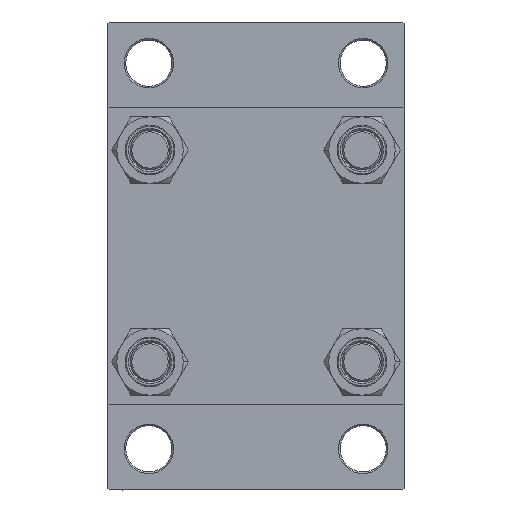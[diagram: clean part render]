
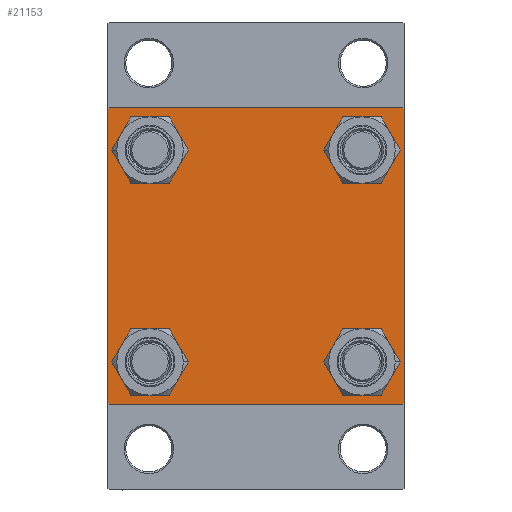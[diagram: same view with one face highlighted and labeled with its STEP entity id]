
A CAD part, left-side view. The second image highlights one B-rep face of the part: STEP entity #21153.
In plain terms, the highlighted planar face has unit normal (-1, 0, 0).
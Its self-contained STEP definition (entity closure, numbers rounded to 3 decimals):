
#508 = CARTESIAN_POINT ( 'NONE',  ( 0., -32.15, 38.65 ) ) ;
#712 = CARTESIAN_POINT ( 'NONE',  ( 0., 45., -45. ) ) ;
#1241 = EDGE_LOOP ( 'NONE', ( #12024, #43293 ) ) ;
#1293 = CARTESIAN_POINT ( 'NONE',  ( 0., 32.15, 38.65 ) ) ;
#1445 = VECTOR ( 'NONE', #36475, 1000. ) ;
#1460 = CARTESIAN_POINT ( 'NONE',  ( 0., 32.15, 25.65 ) ) ;
#1594 = PLANE ( 'NONE',  #46663 ) ;
#2362 = LINE ( 'NONE', #10328, #47120 ) ;
#2756 = AXIS2_PLACEMENT_3D ( 'NONE', #19584, #30248, #45259 ) ;
#3384 = LINE ( 'NONE', #10390, #35409 ) ;
#3911 = AXIS2_PLACEMENT_3D ( 'NONE', #29530, #18627, #11590 ) ;
#4769 = DIRECTION ( 'NONE',  ( 1., 0., 0. ) ) ;
#5872 = EDGE_CURVE ( 'NONE', #46622, #13928, #27750, .T. ) ;
#6644 = CARTESIAN_POINT ( 'NONE',  ( 0., 32.15, 32.15 ) ) ;
#6868 = DIRECTION ( 'NONE',  ( 1., 0., 0. ) ) ;
#6878 = AXIS2_PLACEMENT_3D ( 'NONE', #13898, #47333, #28682 ) ;
#7328 = EDGE_CURVE ( 'NONE', #28560, #11992, #7732, .T. ) ;
#7435 = ORIENTED_EDGE ( 'NONE', *, *, #7328, .T. ) ;
#7581 = DIRECTION ( 'NONE',  ( 1., 0., 0. ) ) ;
#7732 = LINE ( 'NONE', #712, #31662 ) ;
#8129 = FACE_BOUND ( 'NONE', #39757, .T. ) ;
#8280 = DIRECTION ( 'NONE',  ( 0., 0., 1. ) ) ;
#9089 = EDGE_CURVE ( 'NONE', #38452, #45022, #17800, .T. ) ;
#9097 = DIRECTION ( 'NONE',  ( 0., 0., 1. ) ) ;
#10328 = CARTESIAN_POINT ( 'NONE',  ( 0., 44.75, 44.75 ) ) ;
#10390 = CARTESIAN_POINT ( 'NONE',  ( 0., -44.75, -44.75 ) ) ;
#10438 = CARTESIAN_POINT ( 'NONE',  ( 0., -45., -44.5 ) ) ;
#11051 = ORIENTED_EDGE ( 'NONE', *, *, #31259, .T. ) ;
#11086 = ORIENTED_EDGE ( 'NONE', *, *, #15552, .F. ) ;
#11292 = DIRECTION ( 'NONE',  ( 0., -1., 0. ) ) ;
#11590 = DIRECTION ( 'NONE',  ( 0., 0., 1. ) ) ;
#11854 = VERTEX_POINT ( 'NONE', #14978 ) ;
#11992 = VERTEX_POINT ( 'NONE', #19087 ) ;
#12024 = ORIENTED_EDGE ( 'NONE', *, *, #47854, .T. ) ;
#12156 = CIRCLE ( 'NONE', #33828, 6.5 ) ;
#12667 = CARTESIAN_POINT ( 'NONE',  ( 0., -44.5, 45. ) ) ;
#13557 = VECTOR ( 'NONE', #21807, 1000. ) ;
#13706 = EDGE_CURVE ( 'NONE', #11854, #45049, #38321, .T. ) ;
#13898 = CARTESIAN_POINT ( 'NONE',  ( 0., -32.15, 32.15 ) ) ;
#13928 = VERTEX_POINT ( 'NONE', #508 ) ;
#14978 = CARTESIAN_POINT ( 'NONE',  ( 0., 45., 44.5 ) ) ;
#15391 = ORIENTED_EDGE ( 'NONE', *, *, #30036, .T. ) ;
#15552 = EDGE_CURVE ( 'NONE', #18349, #31616, #22192, .T. ) ;
#15632 = ORIENTED_EDGE ( 'NONE', *, *, #36610, .T. ) ;
#15645 = DIRECTION ( 'NONE',  ( 0., 0., 1. ) ) ;
#15864 = DIRECTION ( 'NONE',  ( -1., 0., 0. ) ) ;
#16045 = CARTESIAN_POINT ( 'NONE',  ( 0., 45., -44.5 ) ) ;
#16346 = FACE_BOUND ( 'NONE', #1241, .T. ) ;
#17115 = VECTOR ( 'NONE', #39053, 1000. ) ;
#17652 = DIRECTION ( 'NONE',  ( 0., -0.707, 0.707 ) ) ;
#17769 = DIRECTION ( 'NONE',  ( 0., 0., 1. ) ) ;
#17800 = CIRCLE ( 'NONE', #20101, 6.5 ) ;
#18349 = VERTEX_POINT ( 'NONE', #18677 ) ;
#18480 = CIRCLE ( 'NONE', #30088, 6.5 ) ;
#18559 = CARTESIAN_POINT ( 'NONE',  ( 0., 45., 45. ) ) ;
#18627 = DIRECTION ( 'NONE',  ( 1., 0., 0. ) ) ;
#18677 = CARTESIAN_POINT ( 'NONE',  ( 0., 44.5, 45. ) ) ;
#19087 = CARTESIAN_POINT ( 'NONE',  ( 0., -44.5, -45. ) ) ;
#19584 = CARTESIAN_POINT ( 'NONE',  ( 0., -32.15, -32.15 ) ) ;
#19978 = FACE_OUTER_BOUND ( 'NONE', #40933, .T. ) ;
#20101 = AXIS2_PLACEMENT_3D ( 'NONE', #29704, #4769, #15645 ) ;
#20154 = EDGE_LOOP ( 'NONE', ( #41679, #39297 ) ) ;
#20229 = FACE_BOUND ( 'NONE', #24860, .T. ) ;
#21153 = ADVANCED_FACE ( 'NONE', ( #20229, #8129, #16346, #23375, #19978 ), #1594, .T. ) ;
#21228 = DIRECTION ( 'NONE',  ( 0., 0.707, -0.707 ) ) ;
#21409 = DIRECTION ( 'NONE',  ( 1., 0., 0. ) ) ;
#21491 = ORIENTED_EDGE ( 'NONE', *, *, #40125, .T. ) ;
#21807 = DIRECTION ( 'NONE',  ( 0., 0.707, 0.707 ) ) ;
#22192 = LINE ( 'NONE', #18559, #31050 ) ;
#23375 = FACE_BOUND ( 'NONE', #20154, .T. ) ;
#23599 = CIRCLE ( 'NONE', #2756, 6.5 ) ;
#24193 = CARTESIAN_POINT ( 'NONE',  ( 0., -32.15, 25.65 ) ) ;
#24306 = DIRECTION ( 'NONE',  ( 0., 0., -1. ) ) ;
#24833 = DIRECTION ( 'NONE',  ( 1., 0., 0. ) ) ;
#24860 = EDGE_LOOP ( 'NONE', ( #11051, #41644 ) ) ;
#24984 = CARTESIAN_POINT ( 'NONE',  ( 0., 45., 45. ) ) ;
#26457 = CARTESIAN_POINT ( 'NONE',  ( 0., 32.15, -25.65 ) ) ;
#26804 = ORIENTED_EDGE ( 'NONE', *, *, #30004, .T. ) ;
#27324 = ORIENTED_EDGE ( 'NONE', *, *, #13706, .T. ) ;
#27609 = ORIENTED_EDGE ( 'NONE', *, *, #41667, .T. ) ;
#27750 = CIRCLE ( 'NONE', #6878, 6.5 ) ;
#27846 = CARTESIAN_POINT ( 'NONE',  ( 0., -32.15, -25.65 ) ) ;
#28560 = VERTEX_POINT ( 'NONE', #46703 ) ;
#28594 = CARTESIAN_POINT ( 'NONE',  ( 0., -44.75, 44.75 ) ) ;
#28658 = CARTESIAN_POINT ( 'NONE',  ( 0., -32.15, -32.15 ) ) ;
#28682 = DIRECTION ( 'NONE',  ( 0., 0., 1. ) ) ;
#29530 = CARTESIAN_POINT ( 'NONE',  ( 0., 32.15, -32.15 ) ) ;
#29547 = CARTESIAN_POINT ( 'NONE',  ( 0., -32.15, -38.65 ) ) ;
#29704 = CARTESIAN_POINT ( 'NONE',  ( 0., 32.15, 32.15 ) ) ;
#30004 = EDGE_CURVE ( 'NONE', #32587, #31616, #36827, .T. ) ;
#30036 = EDGE_CURVE ( 'NONE', #38564, #39136, #23599, .T. ) ;
#30063 = CARTESIAN_POINT ( 'NONE',  ( 0., -45., 44.5 ) ) ;
#30088 = AXIS2_PLACEMENT_3D ( 'NONE', #28658, #6868, #36658 ) ;
#30248 = DIRECTION ( 'NONE',  ( 1., 0., 0. ) ) ;
#31050 = VECTOR ( 'NONE', #11292, 1000. ) ;
#31107 = AXIS2_PLACEMENT_3D ( 'NONE', #40757, #7581, #8280 ) ;
#31259 = EDGE_CURVE ( 'NONE', #13928, #46622, #46844, .T. ) ;
#31616 = VERTEX_POINT ( 'NONE', #12667 ) ;
#31622 = CARTESIAN_POINT ( 'NONE',  ( 0., -32.15, 32.15 ) ) ;
#31662 = VECTOR ( 'NONE', #36814, 1000. ) ;
#32279 = LINE ( 'NONE', #47060, #43390 ) ;
#32587 = VERTEX_POINT ( 'NONE', #30063 ) ;
#33281 = CIRCLE ( 'NONE', #3911, 6.5 ) ;
#33625 = VERTEX_POINT ( 'NONE', #38733 ) ;
#33828 = AXIS2_PLACEMENT_3D ( 'NONE', #6644, #21409, #17769 ) ;
#34755 = CARTESIAN_POINT ( 'NONE',  ( 0., 0., 0. ) ) ;
#35150 = EDGE_CURVE ( 'NONE', #45022, #38452, #12156, .T. ) ;
#35409 = VECTOR ( 'NONE', #17652, 1000. ) ;
#36228 = CARTESIAN_POINT ( 'NONE',  ( 0., 44.75, -44.75 ) ) ;
#36475 = DIRECTION ( 'NONE',  ( 0., -0.707, -0.707 ) ) ;
#36610 = EDGE_CURVE ( 'NONE', #11992, #42206, #3384, .T. ) ;
#36658 = DIRECTION ( 'NONE',  ( 0., 0., 1. ) ) ;
#36814 = DIRECTION ( 'NONE',  ( 0., -1., 0. ) ) ;
#36827 = LINE ( 'NONE', #28594, #13557 ) ;
#38182 = VERTEX_POINT ( 'NONE', #26457 ) ;
#38321 = LINE ( 'NONE', #24984, #17115 ) ;
#38452 = VERTEX_POINT ( 'NONE', #1460 ) ;
#38564 = VERTEX_POINT ( 'NONE', #27846 ) ;
#38733 = CARTESIAN_POINT ( 'NONE',  ( 0., 32.15, -38.65 ) ) ;
#38845 = ORIENTED_EDGE ( 'NONE', *, *, #47158, .F. ) ;
#38898 = DIRECTION ( 'NONE',  ( 0., 0., 1. ) ) ;
#39053 = DIRECTION ( 'NONE',  ( 0., 0., -1. ) ) ;
#39136 = VERTEX_POINT ( 'NONE', #29547 ) ;
#39297 = ORIENTED_EDGE ( 'NONE', *, *, #9089, .T. ) ;
#39757 = EDGE_LOOP ( 'NONE', ( #15391, #21491 ) ) ;
#39877 = AXIS2_PLACEMENT_3D ( 'NONE', #31622, #24833, #38898 ) ;
#40125 = EDGE_CURVE ( 'NONE', #39136, #38564, #18480, .T. ) ;
#40757 = CARTESIAN_POINT ( 'NONE',  ( 0., 32.15, -32.15 ) ) ;
#40933 = EDGE_LOOP ( 'NONE', ( #27324, #27609, #7435, #15632, #38845, #26804, #11086, #43283 ) ) ;
#41644 = ORIENTED_EDGE ( 'NONE', *, *, #5872, .T. ) ;
#41667 = EDGE_CURVE ( 'NONE', #45049, #28560, #47837, .T. ) ;
#41679 = ORIENTED_EDGE ( 'NONE', *, *, #35150, .T. ) ;
#42206 = VERTEX_POINT ( 'NONE', #10438 ) ;
#42749 = CIRCLE ( 'NONE', #31107, 6.5 ) ;
#42838 = EDGE_CURVE ( 'NONE', #18349, #11854, #2362, .T. ) ;
#43283 = ORIENTED_EDGE ( 'NONE', *, *, #42838, .T. ) ;
#43293 = ORIENTED_EDGE ( 'NONE', *, *, #45636, .T. ) ;
#43390 = VECTOR ( 'NONE', #24306, 1000. ) ;
#45022 = VERTEX_POINT ( 'NONE', #1293 ) ;
#45049 = VERTEX_POINT ( 'NONE', #16045 ) ;
#45259 = DIRECTION ( 'NONE',  ( 0., 0., 1. ) ) ;
#45636 = EDGE_CURVE ( 'NONE', #33625, #38182, #33281, .T. ) ;
#46622 = VERTEX_POINT ( 'NONE', #24193 ) ;
#46663 = AXIS2_PLACEMENT_3D ( 'NONE', #34755, #15864, #9097 ) ;
#46703 = CARTESIAN_POINT ( 'NONE',  ( 0., 44.5, -45. ) ) ;
#46844 = CIRCLE ( 'NONE', #39877, 6.5 ) ;
#47060 = CARTESIAN_POINT ( 'NONE',  ( 0., -45., 45. ) ) ;
#47120 = VECTOR ( 'NONE', #21228, 1000. ) ;
#47158 = EDGE_CURVE ( 'NONE', #32587, #42206, #32279, .T. ) ;
#47333 = DIRECTION ( 'NONE',  ( 1., 0., 0. ) ) ;
#47837 = LINE ( 'NONE', #36228, #1445 ) ;
#47854 = EDGE_CURVE ( 'NONE', #38182, #33625, #42749, .T. ) ;
